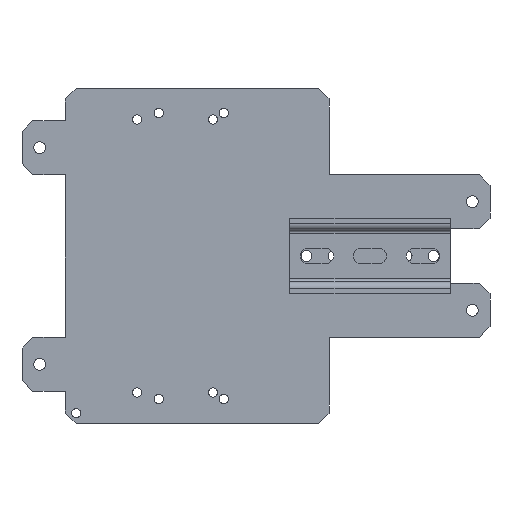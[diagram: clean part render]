
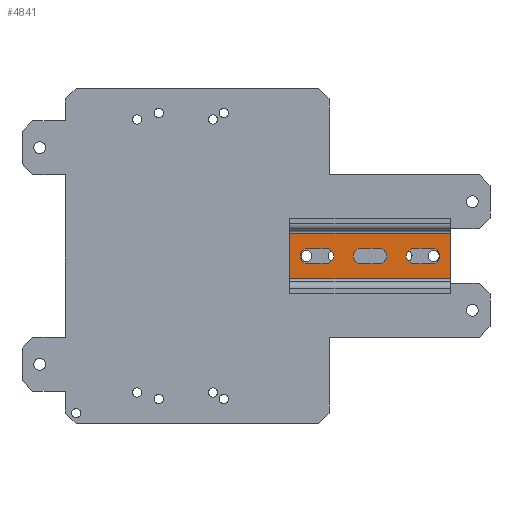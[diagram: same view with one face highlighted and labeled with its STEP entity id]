
A CAD part, top view. The second image highlights one B-rep face of the part: STEP entity #4841.
In plain terms, the highlighted planar face has unit normal (0, 0, 1).
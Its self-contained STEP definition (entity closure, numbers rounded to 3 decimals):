
#3888=DIRECTION('',(-1.,0.,0.));
#3889=VECTOR('',#3888,8.5);
#3890=CARTESIAN_POINT('',(-394.75,-3.5,1.5));
#3891=LINE('',#3890,#3889);
#3909=DIRECTION('',(1.,0.,0.));
#3910=VECTOR('',#3909,8.5);
#3911=CARTESIAN_POINT('',(-403.25,3.5,1.5));
#3912=LINE('',#3911,#3910);
#3916=CARTESIAN_POINT('',(-403.25,0.,1.5));
#3917=DIRECTION('',(0.,0.,1.));
#3918=DIRECTION('',(0.,1.,0.));
#3919=AXIS2_PLACEMENT_3D('',#3916,#3917,#3918);
#3924=CARTESIAN_POINT('',(-403.25,0.,1.5));
#3925=DIRECTION('',(0.,0.,1.));
#3926=DIRECTION('',(-1.,0.,0.));
#3927=AXIS2_PLACEMENT_3D('',#3924,#3925,#3926);
#3932=CARTESIAN_POINT('',(-394.75,0.,1.5));
#3933=DIRECTION('',(0.,0.,1.));
#3934=DIRECTION('',(0.,-1.,0.));
#3935=AXIS2_PLACEMENT_3D('',#3932,#3933,#3934);
#3940=CARTESIAN_POINT('',(-394.75,0.,1.5));
#3941=DIRECTION('',(0.,0.,1.));
#3942=DIRECTION('',(1.,0.,0.));
#3943=AXIS2_PLACEMENT_3D('',#3940,#3941,#3942);
#3948=CARTESIAN_POINT('',(-378.75,0.,1.5));
#3949=DIRECTION('',(0.,0.,1.));
#3950=DIRECTION('',(0.,1.,0.));
#3951=AXIS2_PLACEMENT_3D('',#3948,#3949,#3950);
#3956=CARTESIAN_POINT('',(-378.75,0.,1.5));
#3957=DIRECTION('',(0.,0.,1.));
#3958=DIRECTION('',(-1.,0.,0.));
#3959=AXIS2_PLACEMENT_3D('',#3956,#3957,#3958);
#3964=CARTESIAN_POINT('',(-370.25,0.,1.5));
#3965=DIRECTION('',(0.,0.,1.));
#3966=DIRECTION('',(0.,-1.,0.));
#3967=AXIS2_PLACEMENT_3D('',#3964,#3965,#3966);
#3972=CARTESIAN_POINT('',(-370.25,0.,1.5));
#3973=DIRECTION('',(0.,0.,1.));
#3974=DIRECTION('',(1.,0.,0.));
#3975=AXIS2_PLACEMENT_3D('',#3972,#3973,#3974);
#3980=CARTESIAN_POINT('',(-354.25,0.,1.5));
#3981=DIRECTION('',(0.,0.,1.));
#3982=DIRECTION('',(0.,1.,0.));
#3983=AXIS2_PLACEMENT_3D('',#3980,#3981,#3982);
#3988=CARTESIAN_POINT('',(-354.25,0.,1.5));
#3989=DIRECTION('',(0.,0.,1.));
#3990=DIRECTION('',(-1.,0.,0.));
#3991=AXIS2_PLACEMENT_3D('',#3988,#3989,#3990);
#3996=CARTESIAN_POINT('',(-345.75,0.,1.5));
#3997=DIRECTION('',(0.,0.,1.));
#3998=DIRECTION('',(0.,-1.,0.));
#3999=AXIS2_PLACEMENT_3D('',#3996,#3997,#3998);
#4004=CARTESIAN_POINT('',(-345.75,0.,1.5));
#4005=DIRECTION('',(0.,0.,1.));
#4006=DIRECTION('',(1.,0.,0.));
#4007=AXIS2_PLACEMENT_3D('',#4004,#4005,#4006);
#4012=DIRECTION('',(0.,-1.,0.));
#4013=VECTOR('',#4012,21.);
#4014=CARTESIAN_POINT('',(-411.451,10.5,1.5));
#4015=LINE('',#4014,#4013);
#4019=DIRECTION('',(0.,-1.,0.));
#4020=VECTOR('',#4019,21.);
#4021=CARTESIAN_POINT('',(-337.451,10.5,1.5));
#4022=LINE('',#4021,#4020);
#4054=DIRECTION('',(1.,0.,0.));
#4055=VECTOR('',#4054,8.5);
#4056=CARTESIAN_POINT('',(-378.75,3.5,1.5));
#4057=LINE('',#4056,#4055);
#4075=DIRECTION('',(-1.,0.,0.));
#4076=VECTOR('',#4075,8.5);
#4077=CARTESIAN_POINT('',(-370.25,-3.5,1.5));
#4078=LINE('',#4077,#4076);
#4096=DIRECTION('',(1.,0.,0.));
#4097=VECTOR('',#4096,8.5);
#4098=CARTESIAN_POINT('',(-354.25,3.5,1.5));
#4099=LINE('',#4098,#4097);
#4117=DIRECTION('',(-1.,0.,0.));
#4118=VECTOR('',#4117,8.5);
#4119=CARTESIAN_POINT('',(-345.75,-3.5,1.5));
#4120=LINE('',#4119,#4118);
#4336=DIRECTION('',(1.,0.,0.));
#4337=VECTOR('',#4336,74.);
#4338=CARTESIAN_POINT('',(-411.451,-10.5,1.5));
#4339=LINE('',#4338,#4337);
#4381=DIRECTION('',(-1.,0.,0.));
#4382=VECTOR('',#4381,74.);
#4383=CARTESIAN_POINT('',(-337.451,10.5,1.5));
#4384=LINE('',#4383,#4382);
#4568=CARTESIAN_POINT('',(-403.25,3.5,1.5));
#4569=CARTESIAN_POINT('',(-406.75,0.,1.5));
#4570=VERTEX_POINT('',#4568);
#4571=VERTEX_POINT('',#4569);
#4572=CARTESIAN_POINT('',(-403.25,-3.5,1.5));
#4573=VERTEX_POINT('',#4572);
#4574=CARTESIAN_POINT('',(-394.75,-3.5,1.5));
#4575=VERTEX_POINT('',#4574);
#4576=CARTESIAN_POINT('',(-391.25,0.,1.5));
#4577=VERTEX_POINT('',#4576);
#4578=CARTESIAN_POINT('',(-394.75,3.5,1.5));
#4579=VERTEX_POINT('',#4578);
#4580=CARTESIAN_POINT('',(-378.75,3.5,1.5));
#4581=CARTESIAN_POINT('',(-382.25,0.,1.5));
#4582=VERTEX_POINT('',#4580);
#4583=VERTEX_POINT('',#4581);
#4584=CARTESIAN_POINT('',(-378.75,-3.5,1.5));
#4585=VERTEX_POINT('',#4584);
#4586=CARTESIAN_POINT('',(-370.25,-3.5,1.5));
#4587=VERTEX_POINT('',#4586);
#4588=CARTESIAN_POINT('',(-366.75,0.,1.5));
#4589=VERTEX_POINT('',#4588);
#4590=CARTESIAN_POINT('',(-370.25,3.5,1.5));
#4591=VERTEX_POINT('',#4590);
#4592=CARTESIAN_POINT('',(-354.25,3.5,1.5));
#4593=CARTESIAN_POINT('',(-357.75,0.,1.5));
#4594=VERTEX_POINT('',#4592);
#4595=VERTEX_POINT('',#4593);
#4596=CARTESIAN_POINT('',(-354.25,-3.5,1.5));
#4597=VERTEX_POINT('',#4596);
#4598=CARTESIAN_POINT('',(-345.75,-3.5,1.5));
#4599=VERTEX_POINT('',#4598);
#4600=CARTESIAN_POINT('',(-342.25,0.,1.5));
#4601=VERTEX_POINT('',#4600);
#4602=CARTESIAN_POINT('',(-345.75,3.5,1.5));
#4603=VERTEX_POINT('',#4602);
#4624=CARTESIAN_POINT('',(-411.451,10.5,1.5));
#4625=VERTEX_POINT('',#4624);
#4626=CARTESIAN_POINT('',(-337.451,10.5,1.5));
#4627=VERTEX_POINT('',#4626);
#4628=CARTESIAN_POINT('',(-411.451,-10.5,1.5));
#4629=VERTEX_POINT('',#4628);
#4630=CARTESIAN_POINT('',(-337.451,-10.5,1.5));
#4631=VERTEX_POINT('',#4630);
#4788=CARTESIAN_POINT('',(-458.,12.,1.5));
#4789=DIRECTION('',(0.,0.,-1.));
#4790=DIRECTION('',(0.,-1.,0.));
#4791=AXIS2_PLACEMENT_3D('',#4788,#4789,#4790);
#4792=PLANE('',#4791);
#4794=ORIENTED_EDGE('',*,*,#4793,.F.);
#4796=ORIENTED_EDGE('',*,*,#4795,.F.);
#4798=ORIENTED_EDGE('',*,*,#4797,.T.);
#4800=ORIENTED_EDGE('',*,*,#4799,.F.);
#4801=EDGE_LOOP('',(#4794,#4796,#4798,#4800));
#4802=FACE_OUTER_BOUND('',#4801,.F.);
#4804=ORIENTED_EDGE('',*,*,#4803,.T.);
#4806=ORIENTED_EDGE('',*,*,#4805,.T.);
#4808=ORIENTED_EDGE('',*,*,#4807,.F.);
#4810=ORIENTED_EDGE('',*,*,#4809,.T.);
#4812=ORIENTED_EDGE('',*,*,#4811,.T.);
#4814=ORIENTED_EDGE('',*,*,#4813,.F.);
#4815=EDGE_LOOP('',(#4804,#4806,#4808,#4810,#4812,#4814));
#4816=FACE_BOUND('',#4815,.F.);
#4818=ORIENTED_EDGE('',*,*,#4817,.T.);
#4820=ORIENTED_EDGE('',*,*,#4819,.T.);
#4822=ORIENTED_EDGE('',*,*,#4821,.F.);
#4824=ORIENTED_EDGE('',*,*,#4823,.T.);
#4826=ORIENTED_EDGE('',*,*,#4825,.T.);
#4828=ORIENTED_EDGE('',*,*,#4827,.F.);
#4829=EDGE_LOOP('',(#4818,#4820,#4822,#4824,#4826,#4828));
#4830=FACE_BOUND('',#4829,.F.);
#4831=ORIENTED_EDGE('',*,*,#4769,.T.);
#4832=ORIENTED_EDGE('',*,*,#4767,.T.);
#4833=ORIENTED_EDGE('',*,*,#4752,.F.);
#4835=ORIENTED_EDGE('',*,*,#4834,.T.);
#4837=ORIENTED_EDGE('',*,*,#4836,.T.);
#4838=ORIENTED_EDGE('',*,*,#4780,.F.);
#4839=EDGE_LOOP('',(#4831,#4832,#4833,#4835,#4837,#4838));
#4840=FACE_BOUND('',#4839,.F.);
#3920=CIRCLE('',#3919,3.5);
#3928=CIRCLE('',#3927,3.5);
#3936=CIRCLE('',#3935,3.5);
#3944=CIRCLE('',#3943,3.5);
#3952=CIRCLE('',#3951,3.5);
#3960=CIRCLE('',#3959,3.5);
#3968=CIRCLE('',#3967,3.5);
#3976=CIRCLE('',#3975,3.5);
#3984=CIRCLE('',#3983,3.5);
#3992=CIRCLE('',#3991,3.5);
#4000=CIRCLE('',#3999,3.5);
#4008=CIRCLE('',#4007,3.5);
#4752=EDGE_CURVE('',#4575,#4573,#3891,.T.);
#4767=EDGE_CURVE('',#4571,#4573,#3928,.T.);
#4769=EDGE_CURVE('',#4570,#4571,#3920,.T.);
#4780=EDGE_CURVE('',#4570,#4579,#3912,.T.);
#4793=EDGE_CURVE('',#4625,#4629,#4015,.T.);
#4795=EDGE_CURVE('',#4627,#4625,#4384,.T.);
#4797=EDGE_CURVE('',#4627,#4631,#4022,.T.);
#4799=EDGE_CURVE('',#4629,#4631,#4339,.T.);
#4803=EDGE_CURVE('',#4582,#4583,#3952,.T.);
#4805=EDGE_CURVE('',#4583,#4585,#3960,.T.);
#4807=EDGE_CURVE('',#4587,#4585,#4078,.T.);
#4809=EDGE_CURVE('',#4587,#4589,#3968,.T.);
#4811=EDGE_CURVE('',#4589,#4591,#3976,.T.);
#4813=EDGE_CURVE('',#4582,#4591,#4057,.T.);
#4817=EDGE_CURVE('',#4594,#4595,#3984,.T.);
#4819=EDGE_CURVE('',#4595,#4597,#3992,.T.);
#4821=EDGE_CURVE('',#4599,#4597,#4120,.T.);
#4823=EDGE_CURVE('',#4599,#4601,#4000,.T.);
#4825=EDGE_CURVE('',#4601,#4603,#4008,.T.);
#4827=EDGE_CURVE('',#4594,#4603,#4099,.T.);
#4834=EDGE_CURVE('',#4575,#4577,#3936,.T.);
#4836=EDGE_CURVE('',#4577,#4579,#3944,.T.);
#4841=ADVANCED_FACE('',(#4802,#4816,#4830,#4840),#4792,.F.);
